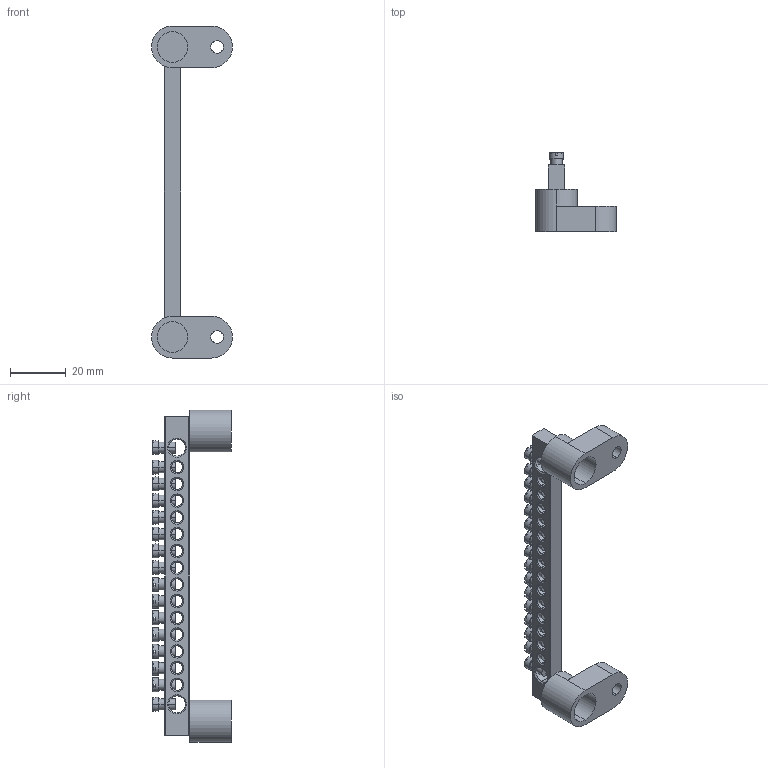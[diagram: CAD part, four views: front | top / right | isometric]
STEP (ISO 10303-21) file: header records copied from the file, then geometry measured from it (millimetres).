
FILE_DESCRIPTION (( 'STEP AP214' ), '1' );
FILE_NAME ('YNN10-69-16C2-K05 Øèíà PE çåìëÿ íà äâóõ óãëîâûõ èçîë ØÍÈ-6õ9-16-Ó2-Æ ÈÝÊ.STEP', '2016-08-24T06:10:14', ( 'user' ), ( '' ), 'SwSTEP 2.0', 'SolidWorks 2014', '' );
FILE_SCHEMA (( 'AUTOMOTIVE_DESIGN' ));
Length unit declared in the file: millimetre
Products named in the file (4): YNN10-69-16C2-K05 Øèíà PE çåìëÿ íà äâóõ óãëîâûõ èçîë ØÍÈ-6õ9-16-Ó2-Æ ÈÝÊ; Óãëîâîé èçîëÿòîð äëÿ 0 øèíû æ¸ëòûé; Øèíà ÂõÍ n-2_6å9 16-2; Âèíò_Œ4
Assembly tree (19 placements, depth 2):
  YNN10-69-16C2-K05 Øèíà PE çåìëÿ íà äâóõ óãëîâûõ èçîë ØÍÈ-6õ9-16-Ó2-Æ ÈÝÊ
    Óãëîâîé èçîëÿòîð äëÿ 0 øèíû æ¸ëòûé  x2
    Øèíà ÂõÍ n-2_6å9 16-2
    Âèíò_Œ4  x16
Bounding box: 29 x 28.3 x 119 mm (x, y, z)
Volume: 12822.7 mm3; surface area: 11474.2 mm2
Topology: 19 solids, 19 shells, 844 faces, 2260 edges, 1456 vertices
Faces by surface type: plane 518, cone 180, cylinder 146
Entity records: 8447 total; most frequent: CARTESIAN_POINT 2096, DIRECTION 1279, ORIENTED_EDGE 1130, EDGE_CURVE 565, AXIS2_PLACEMENT_3D 508, VERTEX_POINT 343, EDGE_LOOP 304, LINE 263
